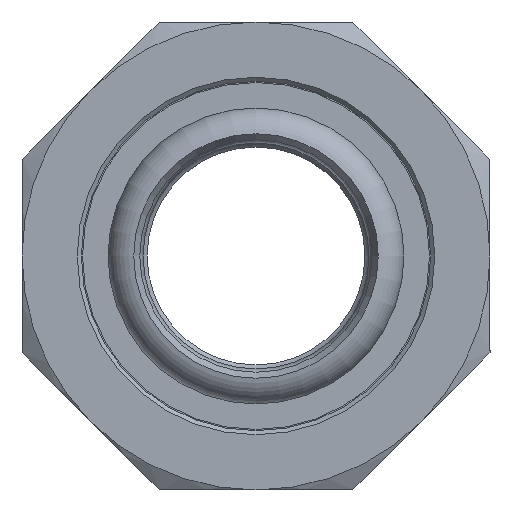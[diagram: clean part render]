
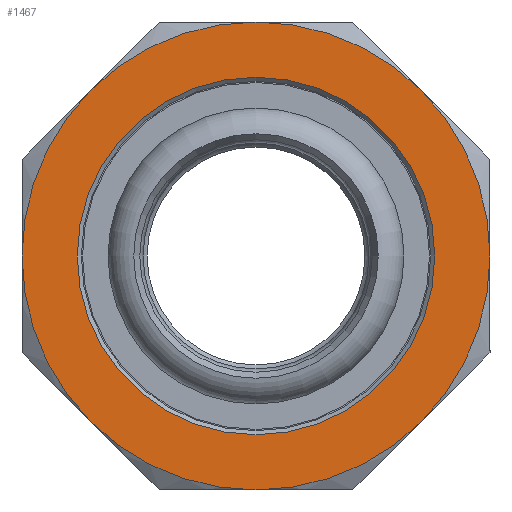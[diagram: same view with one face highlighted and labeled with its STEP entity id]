
A CAD part, front view. The second image highlights one B-rep face of the part: STEP entity #1467.
In plain terms, the highlighted planar face has unit normal (0, -1, 0).
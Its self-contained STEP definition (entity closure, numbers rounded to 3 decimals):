
#16=FACE_BOUND('',#368,.T.);
#37=PLANE('',#1664);
#281=FACE_OUTER_BOUND('',#367,.T.);
#367=EDGE_LOOP('',(#1210,#1211,#1212,#1213,#1214,#1215,#1216,#1217));
#368=EDGE_LOOP('',(#1218));
#493=CIRCLE('',#1632,29.);
#494=CIRCLE('',#1634,29.);
#495=CIRCLE('',#1636,29.);
#496=CIRCLE('',#1638,29.);
#497=CIRCLE('',#1640,29.);
#498=CIRCLE('',#1642,29.);
#499=CIRCLE('',#1644,29.);
#500=CIRCLE('',#1646,29.);
#507=CIRCLE('',#1665,22.15);
#637=VERTEX_POINT('',#2511);
#639=VERTEX_POINT('',#2516);
#640=VERTEX_POINT('',#2522);
#642=VERTEX_POINT('',#2532);
#644=VERTEX_POINT('',#2542);
#647=VERTEX_POINT('',#2556);
#649=VERTEX_POINT('',#2566);
#651=VERTEX_POINT('',#2576);
#659=VERTEX_POINT('',#2624);
#824=EDGE_CURVE('',#639,#637,#493,.T.);
#827=EDGE_CURVE('',#637,#640,#494,.T.);
#830=EDGE_CURVE('',#640,#642,#495,.T.);
#833=EDGE_CURVE('',#642,#644,#496,.T.);
#835=EDGE_CURVE('',#644,#647,#497,.T.);
#838=EDGE_CURVE('',#647,#649,#498,.T.);
#841=EDGE_CURVE('',#649,#651,#499,.T.);
#844=EDGE_CURVE('',#651,#639,#500,.T.);
#862=EDGE_CURVE('',#659,#659,#507,.T.);
#1210=ORIENTED_EDGE('',*,*,#838,.F.);
#1211=ORIENTED_EDGE('',*,*,#835,.F.);
#1212=ORIENTED_EDGE('',*,*,#833,.F.);
#1213=ORIENTED_EDGE('',*,*,#830,.F.);
#1214=ORIENTED_EDGE('',*,*,#827,.F.);
#1215=ORIENTED_EDGE('',*,*,#824,.F.);
#1216=ORIENTED_EDGE('',*,*,#844,.F.);
#1217=ORIENTED_EDGE('',*,*,#841,.F.);
#1218=ORIENTED_EDGE('',*,*,#862,.F.);
#1467=ADVANCED_FACE('',(#281,#16),#37,.T.);
#1632=AXIS2_PLACEMENT_3D('',#2520,#1980,#1981);
#1634=AXIS2_PLACEMENT_3D('',#2530,#1984,#1985);
#1636=AXIS2_PLACEMENT_3D('',#2540,#1988,#1989);
#1638=AXIS2_PLACEMENT_3D('',#2550,#1992,#1993);
#1640=AXIS2_PLACEMENT_3D('',#2557,#1996,#1997);
#1642=AXIS2_PLACEMENT_3D('',#2567,#2000,#2001);
#1644=AXIS2_PLACEMENT_3D('',#2577,#2004,#2005);
#1646=AXIS2_PLACEMENT_3D('',#2586,#2008,#2009);
#1664=AXIS2_PLACEMENT_3D('',#2623,#2054,#2055);
#1665=AXIS2_PLACEMENT_3D('',#2625,#2056,#2057);
#1980=DIRECTION('center_axis',(0.,1.,0.));
#1981=DIRECTION('ref_axis',(-1.,0.,0.));
#1984=DIRECTION('center_axis',(0.,1.,0.));
#1985=DIRECTION('ref_axis',(-1.,0.,0.));
#1988=DIRECTION('center_axis',(0.,1.,0.));
#1989=DIRECTION('ref_axis',(-1.,0.,0.));
#1992=DIRECTION('center_axis',(0.,1.,0.));
#1993=DIRECTION('ref_axis',(-1.,0.,0.));
#1996=DIRECTION('center_axis',(0.,1.,0.));
#1997=DIRECTION('ref_axis',(-1.,0.,0.));
#2000=DIRECTION('center_axis',(0.,1.,0.));
#2001=DIRECTION('ref_axis',(-1.,0.,0.));
#2004=DIRECTION('center_axis',(0.,1.,0.));
#2005=DIRECTION('ref_axis',(-1.,0.,0.));
#2008=DIRECTION('center_axis',(0.,1.,0.));
#2009=DIRECTION('ref_axis',(-1.,0.,0.));
#2054=DIRECTION('center_axis',(0.,-1.,0.));
#2055=DIRECTION('ref_axis',(0.,0.,1.));
#2056=DIRECTION('center_axis',(0.,-1.,0.));
#2057=DIRECTION('ref_axis',(0.,0.,1.));
#2511=CARTESIAN_POINT('',(0.,-10.75,29.));
#2516=CARTESIAN_POINT('',(-20.506,-10.75,20.506));
#2520=CARTESIAN_POINT('Origin',(0.,-10.75,0.));
#2522=CARTESIAN_POINT('',(20.506,-10.75,20.506));
#2530=CARTESIAN_POINT('Origin',(0.,-10.75,0.));
#2532=CARTESIAN_POINT('',(29.,-10.75,0.));
#2540=CARTESIAN_POINT('Origin',(0.,-10.75,0.));
#2542=CARTESIAN_POINT('',(20.506,-10.75,-20.506));
#2550=CARTESIAN_POINT('Origin',(0.,-10.75,0.));
#2556=CARTESIAN_POINT('',(0.,-10.75,-29.));
#2557=CARTESIAN_POINT('Origin',(0.,-10.75,0.));
#2566=CARTESIAN_POINT('',(-20.506,-10.75,-20.506));
#2567=CARTESIAN_POINT('Origin',(0.,-10.75,0.));
#2576=CARTESIAN_POINT('',(-29.,-10.75,0.));
#2577=CARTESIAN_POINT('Origin',(0.,-10.75,0.));
#2586=CARTESIAN_POINT('Origin',(0.,-10.75,0.));
#2623=CARTESIAN_POINT('Origin',(0.,-10.75,-29.));
#2624=CARTESIAN_POINT('',(0.,-10.75,-22.15));
#2625=CARTESIAN_POINT('Origin',(0.,-10.75,0.));
